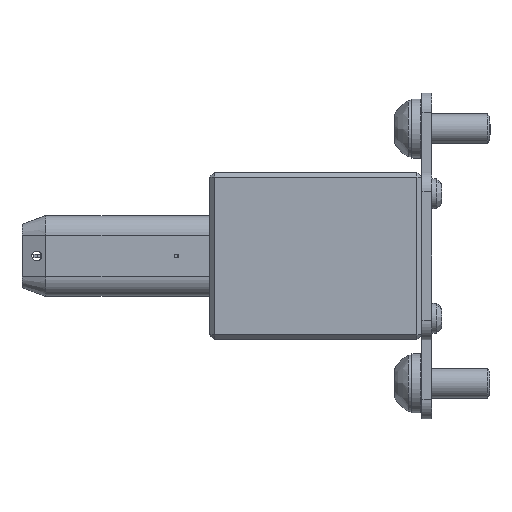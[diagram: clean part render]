
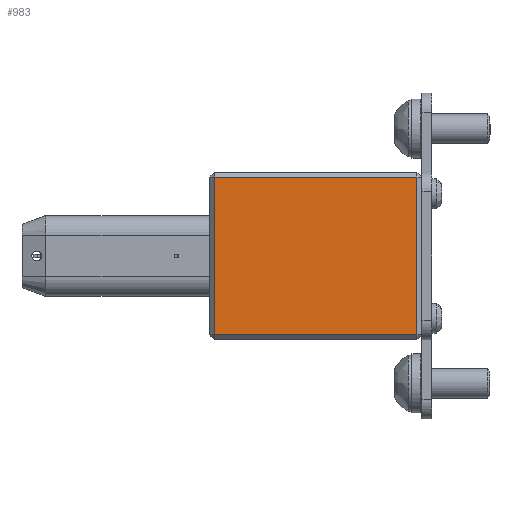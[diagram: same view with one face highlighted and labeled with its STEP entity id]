
A CAD part, left-side view. The second image highlights one B-rep face of the part: STEP entity #983.
In plain terms, the highlighted planar face has unit normal (-1, 0, 0).
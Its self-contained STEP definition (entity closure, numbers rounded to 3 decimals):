
#14 = VERTEX_POINT ( 'NONE', #18456 ) ;
#983 = ADVANCED_FACE ( 'NONE', ( #10871 ), #19743, .T. ) ;
#1206 = ORIENTED_EDGE ( 'NONE', *, *, #11418, .T. ) ;
#1628 = CARTESIAN_POINT ( 'NONE',  ( -9.75, -11.495, 0. ) ) ;
#2934 = LINE ( 'NONE', #3278, #3986 ) ;
#3278 = CARTESIAN_POINT ( 'NONE',  ( -9.75, -32.495, 8. ) ) ;
#3457 = CARTESIAN_POINT ( 'NONE',  ( -9.75, -11.495, -8. ) ) ;
#3653 = DIRECTION ( 'NONE',  ( 0., 0., 1. ) ) ;
#3883 = LINE ( 'NONE', #12657, #6160 ) ;
#3986 = VECTOR ( 'NONE', #15395, 1000. ) ;
#5643 = EDGE_CURVE ( 'NONE', #13968, #16434, #17424, .T. ) ;
#6160 = VECTOR ( 'NONE', #3653, 1000. ) ;
#7150 = LINE ( 'NONE', #13728, #21458 ) ;
#10195 = AXIS2_PLACEMENT_3D ( 'NONE', #10645, #21131, #16279 ) ;
#10438 = EDGE_CURVE ( 'NONE', #14, #13968, #2934, .T. ) ;
#10645 = CARTESIAN_POINT ( 'NONE',  ( -9.75, -32.495, 0. ) ) ;
#10871 = FACE_OUTER_BOUND ( 'NONE', #15479, .T. ) ;
#11418 = EDGE_CURVE ( 'NONE', #18412, #14, #3883, .T. ) ;
#11623 = VECTOR ( 'NONE', #19267, 1000. ) ;
#12657 = CARTESIAN_POINT ( 'NONE',  ( -9.75, -31.995, 0. ) ) ;
#13728 = CARTESIAN_POINT ( 'NONE',  ( -9.75, -32.495, -8. ) ) ;
#13968 = VERTEX_POINT ( 'NONE', #15868 ) ;
#15395 = DIRECTION ( 'NONE',  ( 0., 1., 0. ) ) ;
#15479 = EDGE_LOOP ( 'NONE', ( #20157, #19292, #17791, #1206 ) ) ;
#15868 = CARTESIAN_POINT ( 'NONE',  ( -9.75, -11.495, 8. ) ) ;
#16279 = DIRECTION ( 'NONE',  ( 0., 0., 1. ) ) ;
#16387 = EDGE_CURVE ( 'NONE', #16434, #18412, #7150, .T. ) ;
#16434 = VERTEX_POINT ( 'NONE', #3457 ) ;
#17271 = CARTESIAN_POINT ( 'NONE',  ( -9.75, -31.995, -8. ) ) ;
#17424 = LINE ( 'NONE', #1628, #11623 ) ;
#17791 = ORIENTED_EDGE ( 'NONE', *, *, #16387, .T. ) ;
#18412 = VERTEX_POINT ( 'NONE', #17271 ) ;
#18456 = CARTESIAN_POINT ( 'NONE',  ( -9.75, -31.995, 8. ) ) ;
#19032 = DIRECTION ( 'NONE',  ( 0., -1., 0. ) ) ;
#19267 = DIRECTION ( 'NONE',  ( 0., 0., -1. ) ) ;
#19292 = ORIENTED_EDGE ( 'NONE', *, *, #5643, .T. ) ;
#19743 = PLANE ( 'NONE',  #10195 ) ;
#20157 = ORIENTED_EDGE ( 'NONE', *, *, #10438, .T. ) ;
#21131 = DIRECTION ( 'NONE',  ( -1., 0., 0. ) ) ;
#21458 = VECTOR ( 'NONE', #19032, 1000. ) ;
